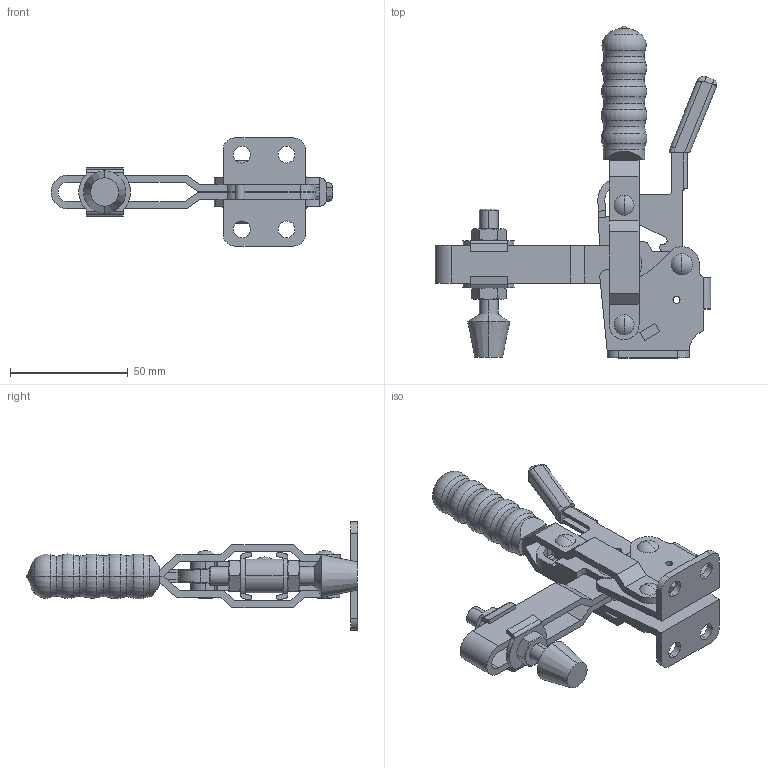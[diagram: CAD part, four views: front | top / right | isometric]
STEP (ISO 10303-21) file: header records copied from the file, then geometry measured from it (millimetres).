
FILE_DESCRIPTION (( 'STEP AP214' ), '1' );
FILE_NAME ('GH-12130-R.STEP', '2024-11-19T03:48:08', ( '' ), ( '' ), 'SwSTEP 2.0', 'SolidWorks 2016', '' );
FILE_SCHEMA (( 'AUTOMOTIVE_DESIGN' ));
Length unit declared in the file: millimetre
Products named in the file (1): GH-12130-R
Bounding box: 119.88 x 141.15 x 46 mm (x, y, z)
Volume: 60096.7 mm3; surface area: 39434.8 mm2
Topology: 6 solids, 6 shells, 419 faces, 1074 edges, 685 vertices
Faces by surface type: plane 191, cylinder 133, torus 46, cone 34, sphere 14, bspline 1
Entity records: 17709 total; most frequent: CARTESIAN_POINT 2542, DIRECTION 2266, ORIENTED_EDGE 2144, EDGE_CURVE 1072, AXIS2_PLACEMENT_3D 837, VERTEX_POINT 685, LINE 592, VECTOR 592
